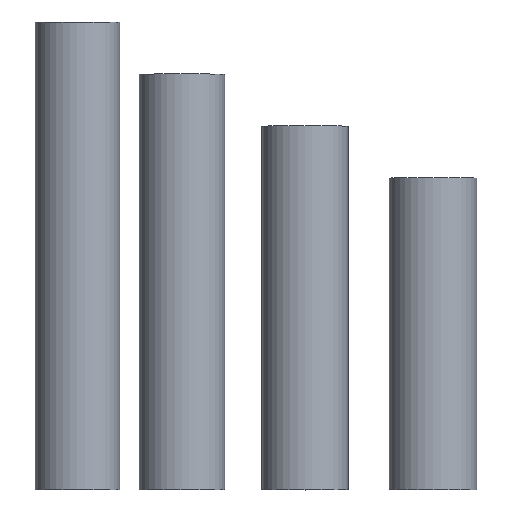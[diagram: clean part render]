
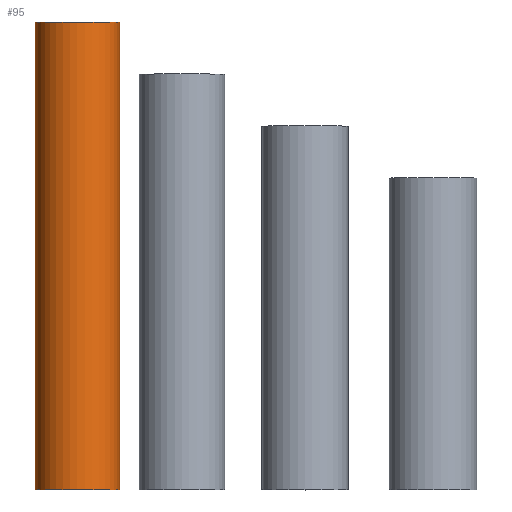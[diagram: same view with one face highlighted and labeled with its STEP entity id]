
A CAD part, top view. The second image highlights one B-rep face of the part: STEP entity #95.
In plain terms, the highlighted cylindrical face has radius 4.05 mm (diameter 8.1 mm), a full revolution.
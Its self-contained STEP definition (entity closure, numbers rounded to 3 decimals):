
#95=ADVANCED_FACE('',(#198,#200),#202,.T.);
#198=FACE_OUTER_BOUND('',#199,.T.);
#199=EDGE_LOOP('',(#238));
#200=FACE_OUTER_BOUND('',#201,.T.);
#201=EDGE_LOOP('',(#239));
#202=CYLINDRICAL_SURFACE('',#203,4.05);
#203=AXIS2_PLACEMENT_3D('',#204,#205,#206);
#204=CARTESIAN_POINT('',(-21.595,0.,4.05));
#205=DIRECTION('',(0.,1.,0.));
#206=DIRECTION('',(-1.,0.,0.));
#238=ORIENTED_EDGE('',*,*,#253,.F.);
#239=ORIENTED_EDGE('',*,*,#254,.T.);
#253=EDGE_CURVE('',#287,#287,#288,.T.);
#254=EDGE_CURVE('',#289,#289,#290,.T.);
#287=VERTEX_POINT('',#321);
#288=CIRCLE('',#322,4.05);
#289=VERTEX_POINT('',#326);
#290=CIRCLE('',#327,4.05);
#321=CARTESIAN_POINT('',(-25.645,45.,4.05));
#322=AXIS2_PLACEMENT_3D('',#323,#324,#325);
#323=CARTESIAN_POINT('',(-21.595,45.,4.05));
#324=DIRECTION('',(0.,1.,0.));
#325=DIRECTION('',(-1.,0.,0.));
#326=CARTESIAN_POINT('',(-25.645,0.,4.05));
#327=AXIS2_PLACEMENT_3D('',#328,#329,#330);
#328=CARTESIAN_POINT('',(-21.595,0.,4.05));
#329=DIRECTION('',(0.,1.,0.));
#330=DIRECTION('',(-1.,0.,0.));
